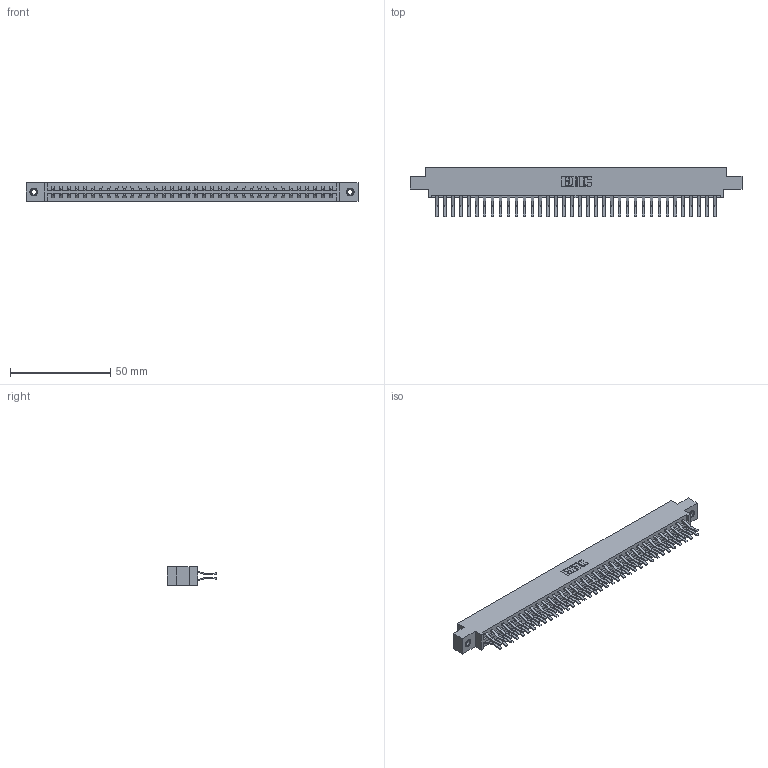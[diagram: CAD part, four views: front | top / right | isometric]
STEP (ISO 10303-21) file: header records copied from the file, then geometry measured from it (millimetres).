
FILE_DESCRIPTION (( 'STEP AP203' ), '1' );
FILE_NAME ('337-072-560-808.STEP', '2018-08-11T16:10:20', ( '' ), ( '' ), 'SwSTEP 2.0', 'SolidWorks 2016', '' );
FILE_SCHEMA (( 'CONFIG_CONTROL_DESIGN' ));
Length unit declared in the file: inch
Products named in the file (4): 337 Part_0.170 Offset - 0.156 Dia-TI; 345-292-001_560 Tail; 345-250-001_345-250-003-102; 337-072-560-808
Assembly tree (75 placements, depth 2):
  337-072-560-808
    337 Part_0.170 Offset - 0.156 Dia-TI
    345-292-001_560 Tail  x72
    345-250-001_345-250-003-102  x2
Bounding box: 165.66 x 24.78 x 9.4 mm (x, y, z)
Volume: 17726.5 mm3; surface area: 21479.2 mm2
Topology: 75 solids, 75 shells, 4210 faces, 12483 edges, 8218 vertices
Faces by surface type: plane 2842, cylinder 1352, cone 12, torus 4
Entity records: 30094 total; most frequent: CARTESIAN_POINT 5057, ORIENTED_EDGE 4986, DIRECTION 4347, EDGE_CURVE 2493, LINE 2341, VECTOR 2341, VERTEX_POINT 1656, AXIS2_PLACEMENT_3D 1003
